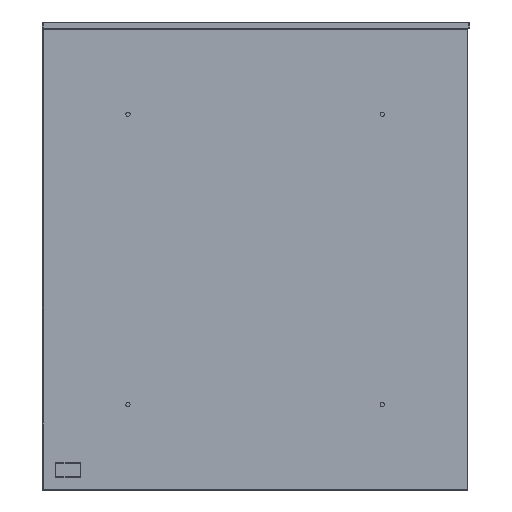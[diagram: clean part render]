
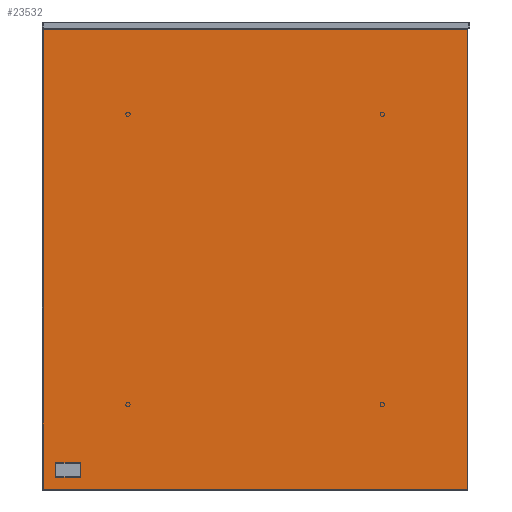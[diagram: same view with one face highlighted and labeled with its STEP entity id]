
A CAD part, left-side view. The second image highlights one B-rep face of the part: STEP entity #23532.
In plain terms, the highlighted planar face has unit normal (-1, 0, 0).
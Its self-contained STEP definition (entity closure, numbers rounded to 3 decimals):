
#23171=CARTESIAN_POINT('',(-3723.565,5493.44,-59.131));
#23172=VERTEX_POINT('',#23171);
#23173=CARTESIAN_POINT('',(-3723.565,5493.44,-596.869));
#23174=VERTEX_POINT('',#23173);
#23175=CARTESIAN_POINT('',(-3723.565,5493.44,-59.131));
#23176=DIRECTION('',(0.0,0.0,-1.0));
#23177=VECTOR('',#23176,537.737);
#23178=LINE('',#23175,#23177);
#23179=EDGE_CURVE('',#23172,#23174,#23178,.T.);
#23211=CARTESIAN_POINT('',(-3723.565,5493.771,-597.2));
#23212=VERTEX_POINT('',#23211);
#23213=CARTESIAN_POINT('',(-3723.565,5493.44,-596.869));
#23214=DIRECTION('',(0.0,0.707,-0.707));
#23215=VECTOR('',#23214,0.469);
#23216=LINE('',#23213,#23215);
#23217=EDGE_CURVE('',#23174,#23212,#23216,.T.);
#23242=CARTESIAN_POINT('',(-3723.565,5989.508,-597.2));
#23243=VERTEX_POINT('',#23242);
#23244=CARTESIAN_POINT('',(-3723.565,5493.771,-597.2));
#23245=DIRECTION('',(0.0,1.0,0.0));
#23246=VECTOR('',#23245,495.737);
#23247=LINE('',#23244,#23246);
#23248=EDGE_CURVE('',#23212,#23243,#23247,.T.);
#23282=CARTESIAN_POINT('',(-3723.565,5989.84,-596.869));
#23283=VERTEX_POINT('',#23282);
#23284=CARTESIAN_POINT('',(-3723.565,5989.508,-597.2));
#23285=DIRECTION('',(0.0,0.707,0.707));
#23286=VECTOR('',#23285,0.469);
#23287=LINE('',#23284,#23286);
#23288=EDGE_CURVE('',#23243,#23283,#23287,.T.);
#23313=CARTESIAN_POINT('',(-3723.565,5989.84,-59.131));
#23314=VERTEX_POINT('',#23313);
#23315=CARTESIAN_POINT('',(-3723.565,5989.84,-596.869));
#23316=DIRECTION('',(0.0,0.0,1.0));
#23317=VECTOR('',#23316,537.737);
#23318=LINE('',#23315,#23317);
#23319=EDGE_CURVE('',#23283,#23314,#23318,.T.);
#23344=CARTESIAN_POINT('',(-3723.565,5989.508,-58.8));
#23345=VERTEX_POINT('',#23344);
#23346=CARTESIAN_POINT('',(-3723.565,5989.84,-59.131));
#23347=DIRECTION('',(0.0,-0.707,0.707));
#23348=VECTOR('',#23347,0.469);
#23349=LINE('',#23346,#23348);
#23350=EDGE_CURVE('',#23314,#23345,#23349,.T.);
#23375=CARTESIAN_POINT('',(-3723.565,5493.771,-58.8));
#23376=VERTEX_POINT('',#23375);
#23377=CARTESIAN_POINT('',(-3723.565,5989.508,-58.8));
#23378=DIRECTION('',(0.0,-1.0,0.0));
#23379=VECTOR('',#23378,495.737);
#23380=LINE('',#23377,#23379);
#23381=EDGE_CURVE('',#23345,#23376,#23380,.T.);
#23404=CARTESIAN_POINT('',(-3723.565,5493.771,-58.8));
#23405=DIRECTION('',(0.0,-0.707,-0.707));
#23406=VECTOR('',#23405,0.469);
#23407=LINE('',#23404,#23406);
#23408=EDGE_CURVE('',#23376,#23172,#23407,.T.);
#23517=CARTESIAN_POINT('',(-3723.565,5741.64,-597.201));
#23518=DIRECTION('',(-1.0,0.0,0.0));
#23519=DIRECTION('',(0.0,0.0,1.0));
#23520=AXIS2_PLACEMENT_3D('',#23517,#23518,#23519);
#23521=PLANE('',#23520);
#23522=ORIENTED_EDGE('',*,*,#23179,.F.);
#23523=ORIENTED_EDGE('',*,*,#23408,.F.);
#23524=ORIENTED_EDGE('',*,*,#23381,.F.);
#23525=ORIENTED_EDGE('',*,*,#23350,.F.);
#23526=ORIENTED_EDGE('',*,*,#23319,.F.);
#23527=ORIENTED_EDGE('',*,*,#23288,.F.);
#23528=ORIENTED_EDGE('',*,*,#23248,.F.);
#23529=ORIENTED_EDGE('',*,*,#23217,.F.);
#23530=EDGE_LOOP('',(#23522,#23523,#23524,#23525,#23526,#23527,#23528,#23529));
#23531=FACE_OUTER_BOUND('',#23530,.T.);
#23532=ADVANCED_FACE('',(#23531),#23521,.T.);
